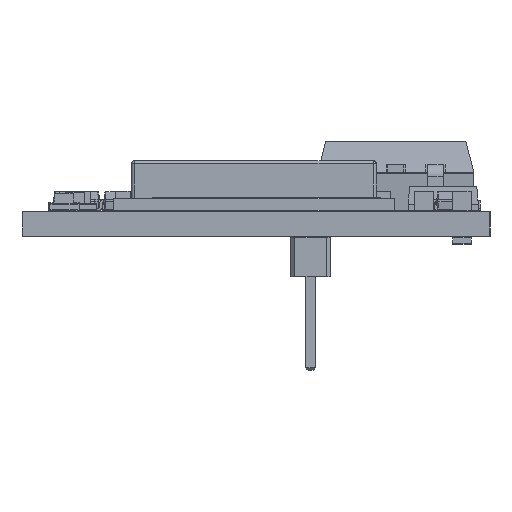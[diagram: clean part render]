
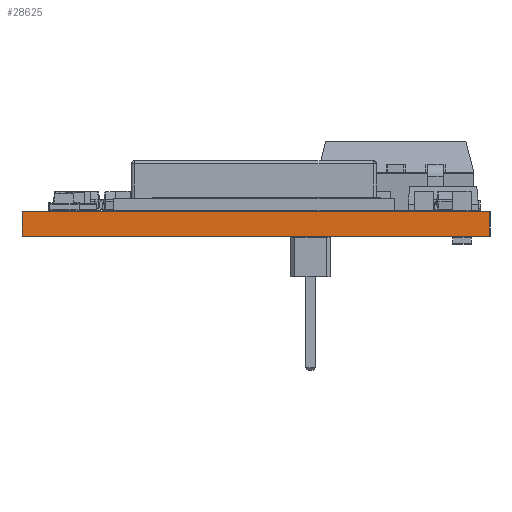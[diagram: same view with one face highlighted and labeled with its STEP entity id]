
A CAD part, left-side view. The second image highlights one B-rep face of the part: STEP entity #28625.
In plain terms, the highlighted planar face has unit normal (-1, 0, 0).
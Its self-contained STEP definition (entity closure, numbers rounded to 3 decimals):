
#28569 = VERTEX_POINT('',#28570);
#28570 = CARTESIAN_POINT('',(43.,-110.,1.6));
#28576 = EDGE_CURVE('',#28577,#28569,#28579,.T.);
#28577 = VERTEX_POINT('',#28578);
#28578 = CARTESIAN_POINT('',(43.,-110.,0.));
#28579 = LINE('',#28580,#28581);
#28580 = CARTESIAN_POINT('',(43.,-110.,0.));
#28581 = VECTOR('',#28582,1.);
#28582 = DIRECTION('',(0.,0.,1.));
#28625 = ADVANCED_FACE('',(#28626),#28651,.T.);
#28626 = FACE_BOUND('',#28627,.T.);
#28627 = EDGE_LOOP('',(#28628,#28629,#28637,#28645));
#28628 = ORIENTED_EDGE('',*,*,#28576,.T.);
#28629 = ORIENTED_EDGE('',*,*,#28630,.T.);
#28630 = EDGE_CURVE('',#28569,#28631,#28633,.T.);
#28631 = VERTEX_POINT('',#28632);
#28632 = CARTESIAN_POINT('',(43.,-80.,1.6));
#28633 = LINE('',#28634,#28635);
#28634 = CARTESIAN_POINT('',(43.,-110.,1.6));
#28635 = VECTOR('',#28636,1.);
#28636 = DIRECTION('',(0.,1.,0.));
#28637 = ORIENTED_EDGE('',*,*,#28638,.F.);
#28638 = EDGE_CURVE('',#28639,#28631,#28641,.T.);
#28639 = VERTEX_POINT('',#28640);
#28640 = CARTESIAN_POINT('',(43.,-80.,0.));
#28641 = LINE('',#28642,#28643);
#28642 = CARTESIAN_POINT('',(43.,-80.,0.));
#28643 = VECTOR('',#28644,1.);
#28644 = DIRECTION('',(0.,0.,1.));
#28645 = ORIENTED_EDGE('',*,*,#28646,.F.);
#28646 = EDGE_CURVE('',#28577,#28639,#28647,.T.);
#28647 = LINE('',#28648,#28649);
#28648 = CARTESIAN_POINT('',(43.,-110.,0.));
#28649 = VECTOR('',#28650,1.);
#28650 = DIRECTION('',(0.,1.,0.));
#28651 = PLANE('',#28652);
#28652 = AXIS2_PLACEMENT_3D('',#28653,#28654,#28655);
#28653 = CARTESIAN_POINT('',(43.,-110.,0.));
#28654 = DIRECTION('',(-1.,0.,0.));
#28655 = DIRECTION('',(0.,1.,0.));
